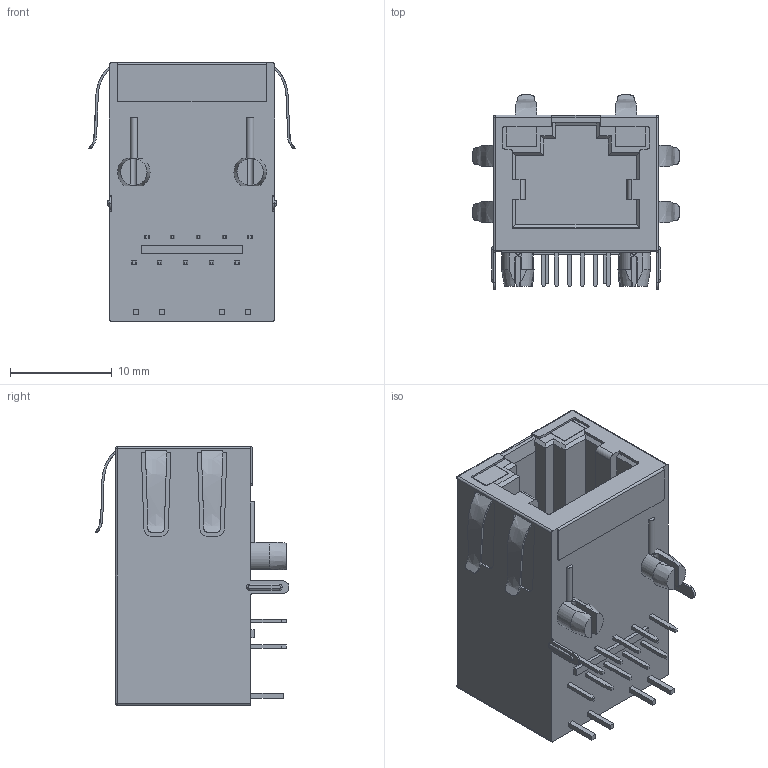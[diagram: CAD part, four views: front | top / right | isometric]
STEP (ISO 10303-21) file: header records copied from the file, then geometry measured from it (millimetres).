
FILE_DESCRIPTION(('FreeCAD Model'),'2;1');
FILE_NAME('Open CASCADE Shape Model','2021-12-06T20:27:08',('Author'),( ''),'Open CASCADE STEP processor 7.5','FreeCAD','Unknown');
FILE_SCHEMA(('AUTOMOTIVE_DESIGN { 1 0 10303 214 1 1 1 1 }'));
Length unit declared in the file: millimetre
Products named in the file (2): LPJG17332AWNL_ASM; LPJ10XXABNL-10PIN
Assembly tree (1 placements, depth 2):
  LPJG17332AWNL_ASM
    LPJ10XXABNL-10PIN
Bounding box: 20.25 x 19.05 x 25.4 mm (x, y, z)
Volume: 4637.4 mm3; surface area: 2813.8 mm2
Topology: 1 solids, 1 shells, 433 faces, 1151 edges, 754 vertices
Faces by surface type: plane 309, cylinder 72, extrusion 36, bspline 8, cone 4, sphere 4
Entity records: 14519 total; most frequent: CARTESIAN_POINT 3824, ORIENTED_EDGE 2302, DIRECTION 2003, EDGE_CURVE 1151, VECTOR 929, LINE 893, VERTEX_POINT 754, AXIS2_PLACEMENT_3D 537
